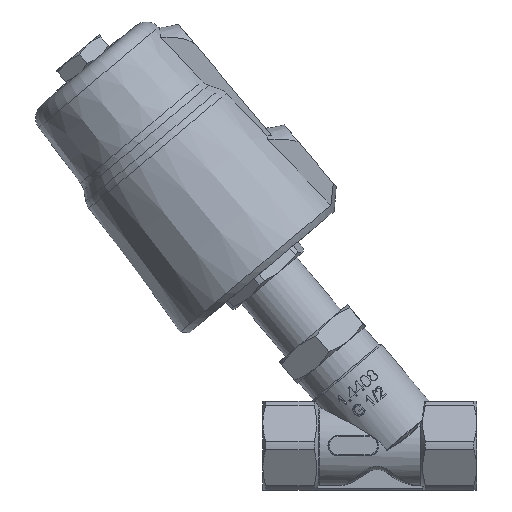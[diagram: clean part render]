
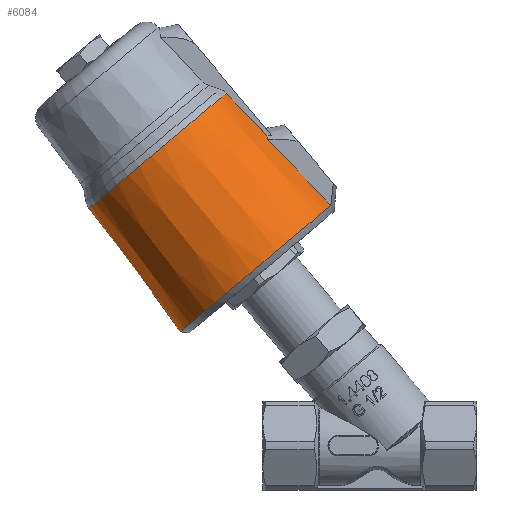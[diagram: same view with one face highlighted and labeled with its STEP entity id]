
A CAD part, left-side view. The second image highlights one B-rep face of the part: STEP entity #6084.
In plain terms, the highlighted conical face has half-angle 3.414 degrees and reference radius 29.475 mm.
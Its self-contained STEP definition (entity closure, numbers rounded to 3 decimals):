
#125=B_SPLINE_CURVE_WITH_KNOTS('',3,(#8505,#8506,#8507,#8508),
 .UNSPECIFIED.,.F.,.F.,(4,4),(3.068,3.242),
 .UNSPECIFIED.);
#126=B_SPLINE_CURVE_WITH_KNOTS('',3,(#8520,#8521,#8522,#8523),
 .UNSPECIFIED.,.F.,.F.,(4,4),(1.198,1.372),
 .UNSPECIFIED.);
#462=CONICAL_SURFACE('',#6498,29.475,3.414);
#572=(
BOUNDED_CURVE()
B_SPLINE_CURVE(2,(#8533,#8534,#8535),.UNSPECIFIED.,.F.,.F.)
B_SPLINE_CURVE_WITH_KNOTS((3,3),(0.,1.713),.UNSPECIFIED.)
CURVE()
GEOMETRIC_REPRESENTATION_ITEM()
RATIONAL_B_SPLINE_CURVE((1.,1.,1.))
REPRESENTATION_ITEM('')
);
#573=(
BOUNDED_CURVE()
B_SPLINE_CURVE(2,(#8536,#8537,#8538),.UNSPECIFIED.,.F.,.F.)
B_SPLINE_CURVE_WITH_KNOTS((3,3),(0.,1.078),.UNSPECIFIED.)
CURVE()
GEOMETRIC_REPRESENTATION_ITEM()
RATIONAL_B_SPLINE_CURVE((1.,1.,1.))
REPRESENTATION_ITEM('')
);
#575=(
BOUNDED_CURVE()
B_SPLINE_CURVE(2,(#8547,#8548,#8549),.UNSPECIFIED.,.F.,.F.)
B_SPLINE_CURVE_WITH_KNOTS((3,3),(0.492,2.204),
 .UNSPECIFIED.)
CURVE()
GEOMETRIC_REPRESENTATION_ITEM()
RATIONAL_B_SPLINE_CURVE((1.,1.,1.))
REPRESENTATION_ITEM('')
);
#576=(
BOUNDED_CURVE()
B_SPLINE_CURVE(2,(#8550,#8551,#8552),.UNSPECIFIED.,.F.,.F.)
B_SPLINE_CURVE_WITH_KNOTS((3,3),(0.354,1.433),
 .UNSPECIFIED.)
CURVE()
GEOMETRIC_REPRESENTATION_ITEM()
RATIONAL_B_SPLINE_CURVE((1.,1.,1.))
REPRESENTATION_ITEM('')
);
#577=(
BOUNDED_CURVE()
B_SPLINE_CURVE(2,(#8554,#8555,#8556),.UNSPECIFIED.,.F.,.F.)
B_SPLINE_CURVE_WITH_KNOTS((3,3),(0.632,2.44),
 .UNSPECIFIED.)
CURVE()
GEOMETRIC_REPRESENTATION_ITEM()
RATIONAL_B_SPLINE_CURVE((1.,1.,1.))
REPRESENTATION_ITEM('')
);
#578=(
BOUNDED_CURVE()
B_SPLINE_CURVE(2,(#8559,#8560,#8561),.UNSPECIFIED.,.F.,.F.)
B_SPLINE_CURVE_WITH_KNOTS((3,3),(0.,1.808),.UNSPECIFIED.)
CURVE()
GEOMETRIC_REPRESENTATION_ITEM()
RATIONAL_B_SPLINE_CURVE((1.,1.,1.))
REPRESENTATION_ITEM('')
);
#853=FACE_OUTER_BOUND('',#1232,.T.);
#1232=EDGE_LOOP('',(#4232,#4233,#4234,#4235,#4236,#4237,#4238,#4239,#4240,
#4241));
#2253=CIRCLE('',#6497,30.752);
#2254=CIRCLE('',#6499,27.97);
#2483=VERTEX_POINT('',#8500);
#2484=VERTEX_POINT('',#8504);
#2487=VERTEX_POINT('',#8515);
#2488=VERTEX_POINT('',#8519);
#2489=VERTEX_POINT('',#8528);
#2490=VERTEX_POINT('',#8532);
#2491=VERTEX_POINT('',#8540);
#2492=VERTEX_POINT('',#8546);
#2493=VERTEX_POINT('',#8553);
#2494=VERTEX_POINT('',#8557);
#3151=EDGE_CURVE('',#2484,#2483,#125,.T.);
#3155=EDGE_CURVE('',#2488,#2487,#126,.T.);
#3158=EDGE_CURVE('',#2490,#2489,#572,.T.);
#3159=EDGE_CURVE('',#2490,#2483,#573,.T.);
#3161=EDGE_CURVE('',#2489,#2491,#2253,.T.);
#3162=EDGE_CURVE('',#2491,#2492,#575,.T.);
#3163=EDGE_CURVE('',#2488,#2492,#576,.T.);
#3164=EDGE_CURVE('',#2487,#2493,#577,.T.);
#3165=EDGE_CURVE('',#2494,#2493,#2254,.T.);
#3166=EDGE_CURVE('',#2494,#2484,#578,.T.);
#4232=ORIENTED_EDGE('',*,*,#3161,.T.);
#4233=ORIENTED_EDGE('',*,*,#3162,.T.);
#4234=ORIENTED_EDGE('',*,*,#3163,.F.);
#4235=ORIENTED_EDGE('',*,*,#3155,.T.);
#4236=ORIENTED_EDGE('',*,*,#3164,.T.);
#4237=ORIENTED_EDGE('',*,*,#3165,.F.);
#4238=ORIENTED_EDGE('',*,*,#3166,.T.);
#4239=ORIENTED_EDGE('',*,*,#3151,.T.);
#4240=ORIENTED_EDGE('',*,*,#3159,.F.);
#4241=ORIENTED_EDGE('',*,*,#3158,.T.);
#6084=ADVANCED_FACE('',(#853),#462,.T.);
#6497=AXIS2_PLACEMENT_3D('',#8544,#7103,#7104);
#6498=AXIS2_PLACEMENT_3D('',#8545,#7105,#7106);
#6499=AXIS2_PLACEMENT_3D('',#8558,#7107,#7108);
#7103=DIRECTION('center_axis',(0.,0.643,
0.766));
#7104=DIRECTION('ref_axis',(0.,-0.766,0.643));
#7105=DIRECTION('center_axis',(0.,-0.643,
-0.766));
#7106=DIRECTION('ref_axis',(0.,-0.766,0.643));
#7107=DIRECTION('center_axis',(0.,0.643,
0.766));
#7108=DIRECTION('ref_axis',(0.,0.766,-0.643));
#8500=CARTESIAN_POINT('',(10.,48.057,84.827));
#8504=CARTESIAN_POINT('',(8.5,48.292,85.802));
#8505=CARTESIAN_POINT('Ctrl Pts',(8.5,48.292,85.802));
#8506=CARTESIAN_POINT('Ctrl Pts',(9.024,48.222,85.497));
#8507=CARTESIAN_POINT('Ctrl Pts',(9.526,48.144,85.169));
#8508=CARTESIAN_POINT('Ctrl Pts',(10.,48.057,84.827));
#8515=CARTESIAN_POINT('',(-8.5,48.292,85.802));
#8519=CARTESIAN_POINT('',(-10.,48.057,84.827));
#8520=CARTESIAN_POINT('Ctrl Pts',(-10.,48.057,84.827));
#8521=CARTESIAN_POINT('Ctrl Pts',(-9.526,48.144,85.169));
#8522=CARTESIAN_POINT('Ctrl Pts',(-9.024,48.222,85.497));
#8523=CARTESIAN_POINT('Ctrl Pts',(-8.5,48.292,85.802));
#8528=CARTESIAN_POINT('',(10.,28.837,64.659));
#8532=CARTESIAN_POINT('',(10.,40.587,76.99));
#8533=CARTESIAN_POINT('Ctrl Pts',(10.,40.587,76.99));
#8534=CARTESIAN_POINT('Ctrl Pts',(10.,34.822,70.941));
#8535=CARTESIAN_POINT('Ctrl Pts',(10.,28.837,64.659));
#8536=CARTESIAN_POINT('Ctrl Pts',(10.,40.587,76.99));
#8537=CARTESIAN_POINT('Ctrl Pts',(10.,44.368,80.957));
#8538=CARTESIAN_POINT('Ctrl Pts',(10.,48.057,84.827));
#8540=CARTESIAN_POINT('',(-10.,28.837,64.659));
#8544=CARTESIAN_POINT('Origin',(0.,51.114,
45.967));
#8545=CARTESIAN_POINT('Origin',(0.,64.868,
62.359));
#8546=CARTESIAN_POINT('',(-10.,40.587,76.99));
#8547=CARTESIAN_POINT('Ctrl Pts',(-10.,28.837,64.659));
#8548=CARTESIAN_POINT('Ctrl Pts',(-10.,34.822,70.941));
#8549=CARTESIAN_POINT('Ctrl Pts',(-10.,40.587,76.99));
#8550=CARTESIAN_POINT('Ctrl Pts',(-10.,48.057,84.827));
#8551=CARTESIAN_POINT('Ctrl Pts',(-10.,44.368,80.957));
#8552=CARTESIAN_POINT('Ctrl Pts',(-10.,40.587,76.99));
#8553=CARTESIAN_POINT('',(-8.5,60.667,98.808));
#8554=CARTESIAN_POINT('Ctrl Pts',(-8.5,48.292,85.802));
#8555=CARTESIAN_POINT('Ctrl Pts',(-8.5,54.606,92.439));
#8556=CARTESIAN_POINT('Ctrl Pts',(-8.5,60.667,98.808));
#8557=CARTESIAN_POINT('',(8.5,60.667,98.808));
#8558=CARTESIAN_POINT('Origin',(0.,81.08,
81.679));
#8559=CARTESIAN_POINT('Ctrl Pts',(8.5,60.667,98.808));
#8560=CARTESIAN_POINT('Ctrl Pts',(8.5,54.606,92.439));
#8561=CARTESIAN_POINT('Ctrl Pts',(8.5,48.292,85.802));
